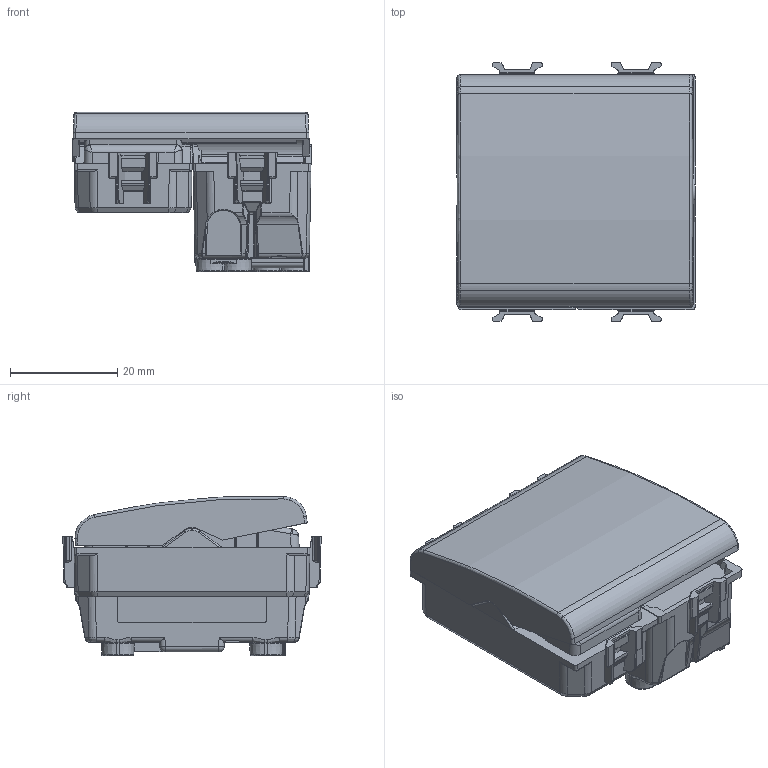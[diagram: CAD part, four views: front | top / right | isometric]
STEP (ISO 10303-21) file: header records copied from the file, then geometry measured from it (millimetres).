
FILE_DESCRIPTION(('CATIA V5 STEP Exchange','CAx-IF Rec.Pracs.--- Model Styling and Organization---1.4--- 2014-01-23'),'2;1');
FILE_NAME('GW10031.stp','2024-02-06T10:25:44+00:00',('none'),('none'),'CATIA Version 5-6 Release 2019 SP6','CATIA V5 STEP AP214 v1','none');
FILE_SCHEMA(('AUTOMOTIVE_DESIGN { 1 0 10303 214 1 1 1 1 }'));
Length unit declared in the file: millimetre
Products named in the file (1): GW10031
Bounding box: 44.57 x 48.25 x 29.77 mm (x, y, z)
Volume: 30483.1 mm3; surface area: 15682.3 mm2
Topology: 3 solids, 8 shells, 1408 faces, 3648 edges, 2176 vertices
Faces by surface type: plane 516, cylinder 465, bspline 265, torus 70, sphere 57, cone 33, extrusion 2
Entity records: 55522 total; most frequent: CARTESIAN_POINT 24704, ORIENTED_EDGE 7150, DIRECTION 4177, EDGE_CURVE 3575, VERTEX_POINT 2176, VECTOR 1652, LINE 1650, AXIS2_PLACEMENT_3D 1558
